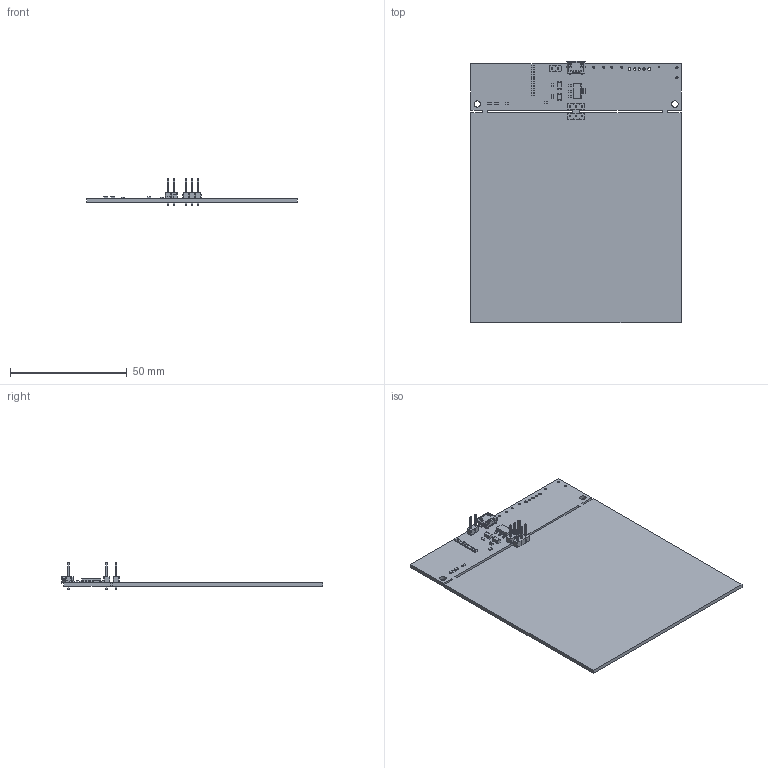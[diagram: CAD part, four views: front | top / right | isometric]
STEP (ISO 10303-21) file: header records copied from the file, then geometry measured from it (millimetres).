
FILE_DESCRIPTION(('KiCad electronic assembly'),'2;1');
FILE_NAME('display.step','2024-07-29T17:10:43',('Pcbnew'),('Kicad'), 'Open CASCADE STEP processor 7.7','KiCad to STEP converter','Unknown' );
FILE_SCHEMA(('AUTOMOTIVE_DESIGN { 1 0 10303 214 1 1 1 1 }'));
Length unit declared in the file: millimetre
Products named in the file (16): display 1; R_0603_1608Metric; PinHeader_1x02_P2.54mm_Vertical; PinHeader_1x02_P254mm_Vertical; C_0603_1608Metric; PinHeader_1x03_P2.54mm_Vertical; PinHeader_1x03_P254mm_Vertical; SOT-223; SOT_223; USB_Micro-B_Molex_47346-0001; C_1206_3216Metric; _autosave-display_PCB
Assembly tree (30 placements, depth 3):
  display 1
    R_0603_1608Metric  x8
      R_0603_1608Metric
    PinHeader_1x02_P2.54mm_Vertical
      PinHeader_1x02_P254mm_Vertical
    C_0603_1608Metric  x7
      C_0603_1608Metric
    PinHeader_1x03_P2.54mm_Vertical  x2
      PinHeader_1x03_P254mm_Vertical
    SOT-223
      SOT_223
    USB_Micro-B_Molex_47346-0001
      USB_Micro-B_Molex_47346-0001
    C_1206_3216Metric  x2
      C_1206_3216Metric
    _autosave-display_PCB
Bounding box: 90.05 x 112.06 x 11.54 mm (x, y, z)
Volume: 16070 mm3; surface area: 21716.4 mm2
Topology: 23 solids, 23 shells, 1286 faces, 3496 edges, 2270 vertices
Faces by surface type: plane 923, cylinder 343, bspline 16, sphere 4
Full cylindrical faces by diameter (mm): 0.5 x1, 0.85 x2, 0.9 x6, 1 x11, 2.7 x2
Entity records: 32793 total; most frequent: CARTESIAN_POINT 5163, ORIENTED_EDGE 4664, DIRECTION 4439, EDGE_CURVE 2332, LINE 1843, VECTOR 1843, VERTEX_POINT 1514, AXIS2_PLACEMENT_3D 1298
